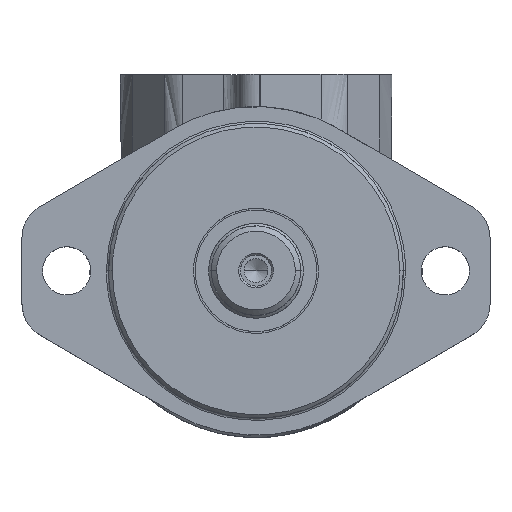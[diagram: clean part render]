
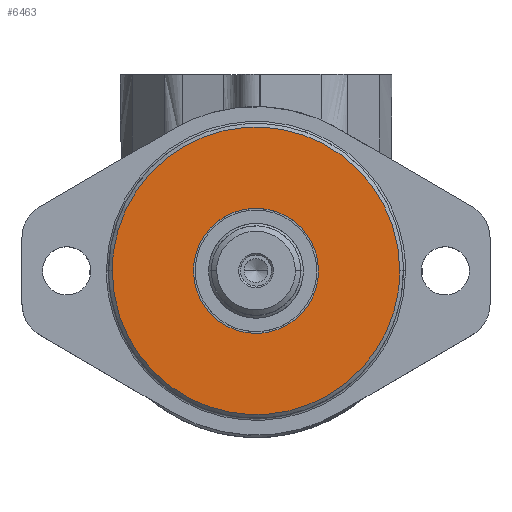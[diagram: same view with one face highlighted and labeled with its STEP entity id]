
A CAD part, top view. The second image highlights one B-rep face of the part: STEP entity #6463.
In plain terms, the highlighted free-form (B-spline) face has degree [1, 1] with [2, 2] control points.
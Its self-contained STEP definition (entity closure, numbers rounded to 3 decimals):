
#3994 = EDGE_CURVE('',#3995,#3997,#3999,.T.);
#3995 = VERTEX_POINT('',#3996);
#3996 = CARTESIAN_POINT('',(51.766,0.,
    30.866));
#3997 = VERTEX_POINT('',#3998);
#3998 = CARTESIAN_POINT('',(-51.766,0.,30.866));
#3999 = ( BOUNDED_CURVE() B_SPLINE_CURVE(2,(#4000,#4001,#4002,#4003,
#4004),.UNSPECIFIED.,.F.,.F.) B_SPLINE_CURVE_WITH_KNOTS((3,2,3),(0.,
1.571,3.142),.PIECEWISE_BEZIER_KNOTS.) CURVE() 
GEOMETRIC_REPRESENTATION_ITEM() RATIONAL_B_SPLINE_CURVE((1.,
0.707,1.,0.707,1.)) REPRESENTATION_ITEM('') );
#4000 = CARTESIAN_POINT('',(51.766,0.,30.866));
#4001 = CARTESIAN_POINT('',(51.766,51.766,
    30.866));
#4002 = CARTESIAN_POINT('',(0.,51.766,
    30.866));
#4003 = CARTESIAN_POINT('',(-51.766,51.766,
    30.866));
#4004 = CARTESIAN_POINT('',(-51.766,0.,
    30.866));
#4141 = VERTEX_POINT('',#4142);
#4142 = CARTESIAN_POINT('',(22.507,0.,30.866));
#4147 = EDGE_CURVE('',#4148,#4141,#4150,.T.);
#4148 = VERTEX_POINT('',#4149);
#4149 = CARTESIAN_POINT('',(-22.507,0.,
    30.866));
#4150 = ( BOUNDED_CURVE() B_SPLINE_CURVE(2,(#4151,#4152,#4153,#4154,
#4155),.UNSPECIFIED.,.F.,.F.) B_SPLINE_CURVE_WITH_KNOTS((3,2,3),(
    3.142,4.712,6.283),
.PIECEWISE_BEZIER_KNOTS.) CURVE() GEOMETRIC_REPRESENTATION_ITEM() 
RATIONAL_B_SPLINE_CURVE((1.,0.707,1.,0.707,1.)) 
REPRESENTATION_ITEM('') );
#4151 = CARTESIAN_POINT('',(-22.507,0.,
    30.866));
#4152 = CARTESIAN_POINT('',(-22.507,-22.507,
    30.866));
#4153 = CARTESIAN_POINT('',(0.,-22.507,
    30.866));
#4154 = CARTESIAN_POINT('',(22.507,-22.507,
    30.866));
#4155 = CARTESIAN_POINT('',(22.507,0.,
    30.866));
#6463 = ADVANCED_FACE('',(#6464,#6475),#6486,.T.);
#6464 = FACE_BOUND('',#6465,.T.);
#6465 = EDGE_LOOP('',(#6466,#6474));
#6466 = ORIENTED_EDGE('',*,*,#6467,.T.);
#6467 = EDGE_CURVE('',#3997,#3995,#6468,.T.);
#6468 = ( BOUNDED_CURVE() B_SPLINE_CURVE(2,(#6469,#6470,#6471,#6472,
#6473),.UNSPECIFIED.,.F.,.F.) B_SPLINE_CURVE_WITH_KNOTS((3,2,3),(
    3.142,4.712,6.283),
.PIECEWISE_BEZIER_KNOTS.) CURVE() GEOMETRIC_REPRESENTATION_ITEM() 
RATIONAL_B_SPLINE_CURVE((1.,0.707,1.,0.707,1.)) 
REPRESENTATION_ITEM('') );
#6469 = CARTESIAN_POINT('',(-51.766,0.,
    30.866));
#6470 = CARTESIAN_POINT('',(-51.766,-51.766,30.866
    ));
#6471 = CARTESIAN_POINT('',(0.,-51.766,
    30.866));
#6472 = CARTESIAN_POINT('',(51.766,-51.766,
    30.866));
#6473 = CARTESIAN_POINT('',(51.766,0.,
    30.866));
#6474 = ORIENTED_EDGE('',*,*,#3994,.T.);
#6475 = FACE_BOUND('',#6476,.T.);
#6476 = EDGE_LOOP('',(#6477,#6485));
#6477 = ORIENTED_EDGE('',*,*,#6478,.F.);
#6478 = EDGE_CURVE('',#4141,#4148,#6479,.T.);
#6479 = ( BOUNDED_CURVE() B_SPLINE_CURVE(2,(#6480,#6481,#6482,#6483,
#6484),.UNSPECIFIED.,.F.,.F.) B_SPLINE_CURVE_WITH_KNOTS((3,2,3),(0.,
1.571,3.142),.PIECEWISE_BEZIER_KNOTS.) CURVE() 
GEOMETRIC_REPRESENTATION_ITEM() RATIONAL_B_SPLINE_CURVE((1.,
0.707,1.,0.707,1.)) REPRESENTATION_ITEM('') );
#6480 = CARTESIAN_POINT('',(22.507,0.,30.866));
#6481 = CARTESIAN_POINT('',(22.507,22.507,
    30.866));
#6482 = CARTESIAN_POINT('',(0.,22.507,
    30.866));
#6483 = CARTESIAN_POINT('',(-22.507,22.507,
    30.866));
#6484 = CARTESIAN_POINT('',(-22.507,0.,
    30.866));
#6485 = ORIENTED_EDGE('',*,*,#4147,.F.);
#6486 = B_SPLINE_SURFACE_WITH_KNOTS('',1,1,(
    (#6487,#6488)
    ,(#6489,#6490
  )),.UNSPECIFIED.,.F.,.F.,.F.,(2,2),(2,2),(-40.25,40.25),(-40.25,40.25)
  ,.PIECEWISE_BEZIER_KNOTS.);
#6487 = CARTESIAN_POINT('',(-51.766,-51.766,30.866
    ));
#6488 = CARTESIAN_POINT('',(-51.766,51.766,
    30.866));
#6489 = CARTESIAN_POINT('',(51.766,-51.766,
    30.866));
#6490 = CARTESIAN_POINT('',(51.766,51.766,
    30.866));
